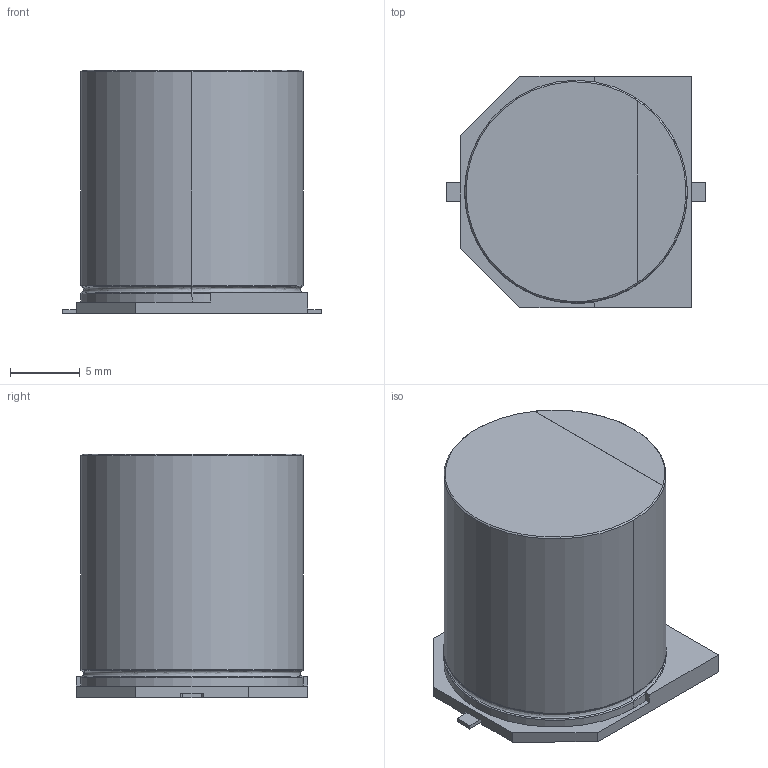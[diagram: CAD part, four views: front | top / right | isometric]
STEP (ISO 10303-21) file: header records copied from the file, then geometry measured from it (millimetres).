
FILE_DESCRIPTION (( 'STEP AP214' ), '1' );
FILE_NAME ('User Library-Vishay 146 CTI 1616.STEP', '2020-04-26T01:06:03', ( '' ), ( '' ), 'SwSTEP 2.0', 'SolidWorks 2019', '' );
FILE_SCHEMA (( 'AUTOMOTIVE_DESIGN' ));
Length unit declared in the file: millimetre
Products named in the file (2): User Library-Vishay 146 CTI 1616; User Library-CC0607_贖 p憤緣寣瞠
Assembly tree (1 placements, depth 2):
  User Library-Vishay 146 CTI 1616
    User Library-CC0607_贖 p憤緣寣瞠
Bounding box: 18.6 x 16.6 x 17.51 mm (x, y, z)
Volume: 3576.9 mm3; surface area: 1438.7 mm2
Topology: 1 solids, 1 shells, 68 faces, 181 edges, 115 vertices
Faces by surface type: plane 46, cylinder 14, bspline 6, cone 2
Entity records: 2971 total; most frequent: CARTESIAN_POINT 458, ORIENTED_EDGE 362, DIRECTION 355, EDGE_CURVE 181, LINE 139, VECTOR 139, VERTEX_POINT 115, AXIS2_PLACEMENT_3D 108
